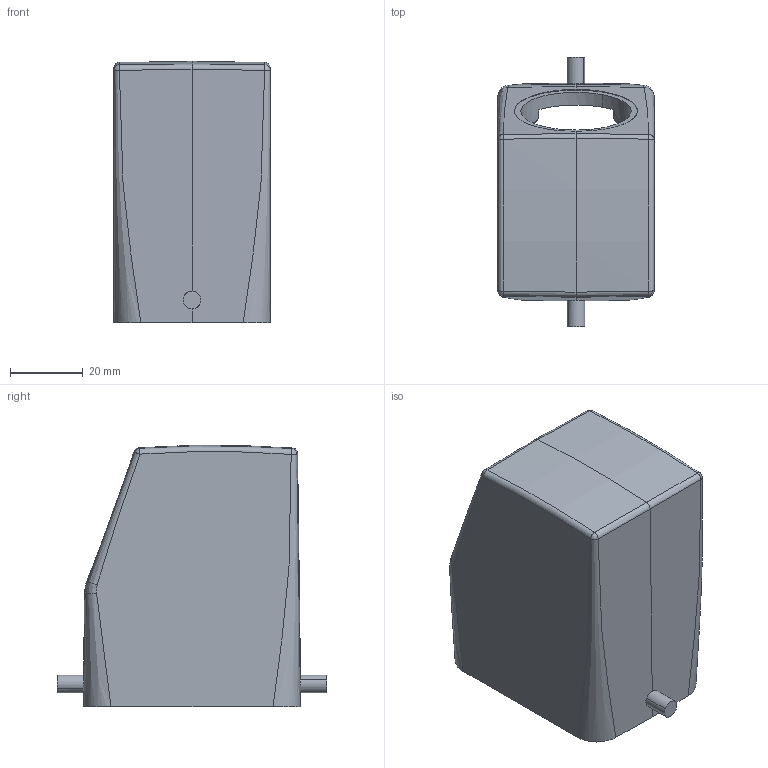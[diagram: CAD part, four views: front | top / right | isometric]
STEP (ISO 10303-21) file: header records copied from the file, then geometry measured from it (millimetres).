
FILE_DESCRIPTION(('CATIA V5 STEP','CAx-IF Rec.Pracs.--- Model Styling and Organization---1.2---2011-12-15'),'2;1');
FILE_NAME ('13268318_2', '2018-07-10T05:38:12+00:00', ('none'), ('Weidmueller'), 'CATIA Version 5-6 Release 2014 SP4 HF52', 'CATIA V5 STEP AP214', 'none');
FILE_SCHEMA(('AUTOMOTIVE_DESIGN { 1 0 10303 214 1 1 1 1 }'));
Length unit declared in the file: millimetre
Products named in the file (1): 2543960000
Bounding box: 43 x 74.2 x 71.93 mm (x, y, z)
Volume: 55946.8 mm3; surface area: 28551.5 mm2
Topology: 1 solids, 1 shells, 126 faces, 319 edges, 192 vertices
Faces by surface type: cone 44, plane 39, cylinder 25, bspline 16, torus 2
Entity records: 5149 total; most frequent: CARTESIAN_POINT 2529, ORIENTED_EDGE 622, DIRECTION 374, EDGE_CURVE 311, VERTEX_POINT 192, AXIS2_PLACEMENT_3D 157, VECTOR 144, LINE 144
